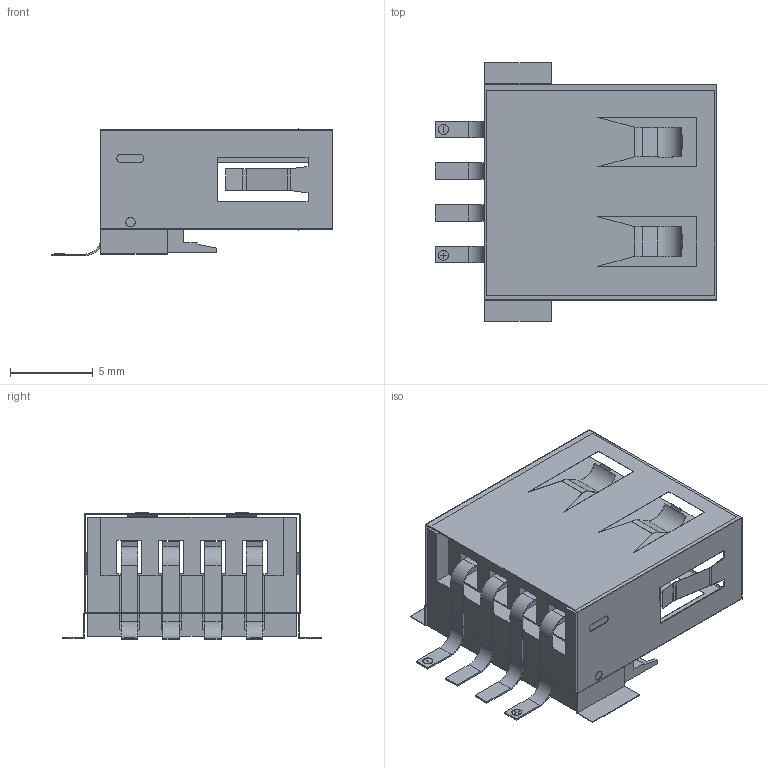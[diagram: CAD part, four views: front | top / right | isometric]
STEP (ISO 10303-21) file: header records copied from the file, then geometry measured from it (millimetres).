
FILE_DESCRIPTION(('FreeCAD Model'),'2;1');
FILE_NAME('USB Typ A Buchse.stp' ,'2019-03-08T00:12:01',('Author'),(''), 'Open CASCADE STEP processor 7.3','FreeCAD','Unknown');
FILE_SCHEMA(('AUTOMOTIVE_DESIGN { 1 0 10303 214 1 1 1 1 }'));
Length unit declared in the file: millimetre
Products named in the file (4): 1__Outside; 2__Inside; 3_Cable; 4_Signs
Bounding box: 17 x 15.6 x 7.7 mm (x, y, z)
Volume: 500.5 mm3; surface area: 2274.4 mm2
Topology: 7 solids, 12 shells, 323 faces, 893 edges, 586 vertices
Faces by surface type: plane 265, cylinder 58
Full cylindrical faces by diameter (mm): 0.56 x4, 0.6 x2
Entity records: 23658 total; most frequent: CARTESIAN_POINT 4469, DIRECTION 2811, LINE 1875, VECTOR 1875, ORIENTED_EDGE 1770, PCURVE 1770, DEFINITIONAL_REPRESENTATION 1770, EDGE_CURVE 893
